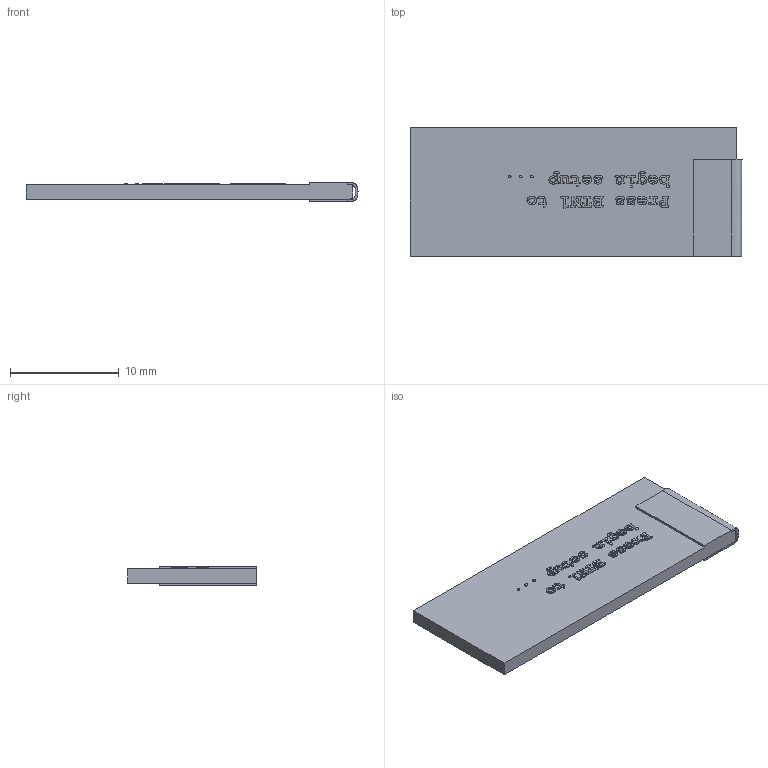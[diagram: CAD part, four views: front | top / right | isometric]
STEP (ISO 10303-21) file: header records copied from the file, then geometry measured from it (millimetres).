
FILE_DESCRIPTION(/* description */ (''),/* implementation_level */ '2;1');
FILE_NAME(/* name */ 'oled_display.step',/* time_stamp */ '2022-11-14T15:10:05-05:00',/* author */ (''),/* organization */ (''),/* preprocessor_version */ 'ST-DEVELOPER v19.2',/* originating_system */ 'Autodesk Translation Framework v11.17.0.187',/* authorisation */ '');
FILE_SCHEMA (('AUTOMOTIVE_DESIGN { 1 0 10303 214 3 1 1 }'));
Length unit declared in the file: millimetre
Products named in the file (1): oled_display
Bounding box: 30.49 x 11.8 x 1.73 mm (x, y, z)
Volume: 478.5 mm3; surface area: 972.1 mm2
Topology: 28 solids, 28 shells, 754 faces, 2094 edges, 1396 vertices
Faces by surface type: bspline 542, plane 212
Entity records: 29457 total; most frequent: CARTESIAN_POINT 13823, ORIENTED_EDGE 4188, EDGE_CURVE 2094, DIRECTION 1440, VERTEX_POINT 1396, B_SPLINE_CURVE_WITH_KNOTS 1080, LINE 1014, VECTOR 1014
